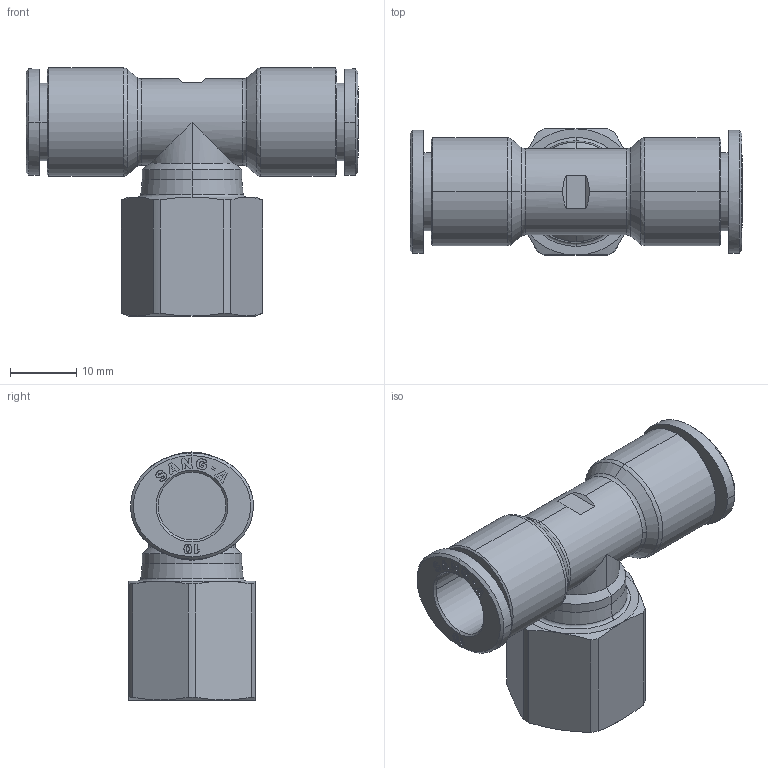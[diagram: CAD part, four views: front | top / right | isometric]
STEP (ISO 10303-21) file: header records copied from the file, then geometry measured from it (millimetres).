
FILE_DESCRIPTION (( 'STEP AP214' ), '1' );
FILE_NAME ('PTF10-G03.stp', '2015-09-22T07:05:20', ( '' ), ( '' ), 'SwSTEP 2.0', 'SolidWorks 2015', '' );
FILE_SCHEMA (( 'AUTOMOTIVE_DESIGN' ));
Length unit declared in the file: millimetre
Products named in the file (2): PTF10-G03; ｦ+ﾃｦ1
Assembly tree (1 placements, depth 2):
  PTF10-G03
    ｦ+ﾃｦ1
Bounding box: 50 x 19 x 37.35 mm (x, y, z)
Volume: 9956.6 mm3; surface area: 6850 mm2
Topology: 1 solids, 1 shells, 864 faces, 2460 edges, 1628 vertices
Faces by surface type: plane 772, cone 34, cylinder 30, bspline 22, torus 6
Entity records: 29814 total; most frequent: CARTESIAN_POINT 6598, ORIENTED_EDGE 4920, DIRECTION 4194, EDGE_CURVE 2460, VECTOR 2266, LINE 2266, VERTEX_POINT 1628, AXIS2_PLACEMENT_3D 964
